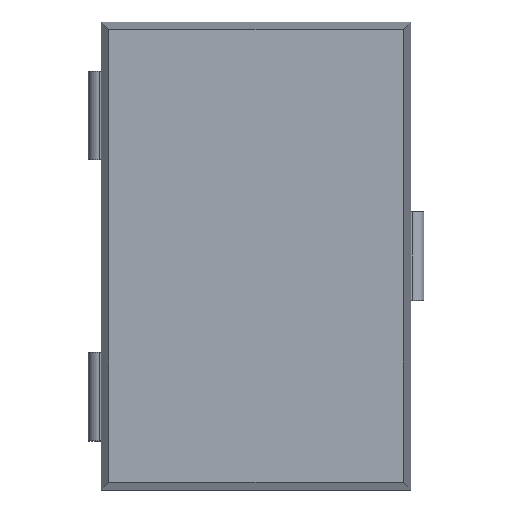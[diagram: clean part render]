
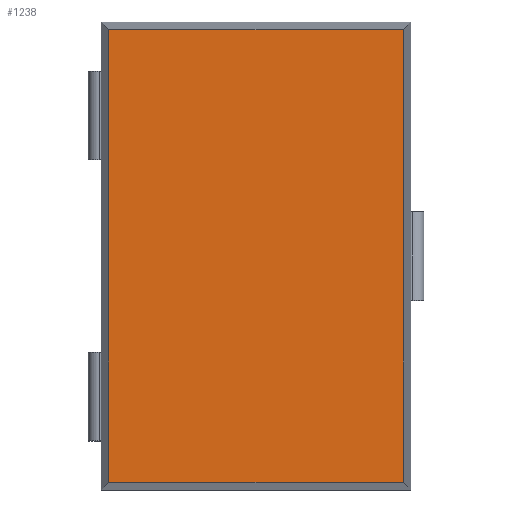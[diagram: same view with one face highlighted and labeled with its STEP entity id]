
A CAD part, top view. The second image highlights one B-rep face of the part: STEP entity #1238.
In plain terms, the highlighted free-form (B-spline) face has degree [1, 1] with [2, 2] control points.
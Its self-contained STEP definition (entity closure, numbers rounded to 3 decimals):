
#1108=CARTESIAN_POINT('',(1.328,2.043,1.8));
#1109=VERTEX_POINT('',#1108);
#1110=CARTESIAN_POINT('',(1.328,-2.043,1.8));
#1111=VERTEX_POINT('',#1110);
#1112=CARTESIAN_POINT('',(1.328,2.043,1.8));
#1113=DIRECTION('',(0.0,-1.0,0.0));
#1114=VECTOR('',#1113,4.086);
#1115=LINE('',#1112,#1114);
#1116=EDGE_CURVE('',#1109,#1111,#1115,.T.);
#1148=CARTESIAN_POINT('',(-1.328,-2.043,1.8));
#1149=VERTEX_POINT('',#1148);
#1150=CARTESIAN_POINT('',(1.328,-2.043,1.8));
#1151=DIRECTION('',(-1.0,0.0,0.0));
#1152=VECTOR('',#1151,2.656);
#1153=LINE('',#1150,#1152);
#1154=EDGE_CURVE('',#1111,#1149,#1153,.T.);
#1179=CARTESIAN_POINT('',(-1.328,2.043,1.8));
#1180=VERTEX_POINT('',#1179);
#1181=CARTESIAN_POINT('',(-1.328,-2.043,1.8));
#1182=DIRECTION('',(0.0,1.0,0.0));
#1183=VECTOR('',#1182,4.086);
#1184=LINE('',#1181,#1183);
#1185=EDGE_CURVE('',#1149,#1180,#1184,.T.);
#1210=CARTESIAN_POINT('',(-1.328,2.043,1.8));
#1211=DIRECTION('',(1.0,0.0,0.0));
#1212=VECTOR('',#1211,2.656);
#1213=LINE('',#1210,#1212);
#1214=EDGE_CURVE('',#1180,#1109,#1213,.T.);
#1227=CARTESIAN_POINT('',(-1.328,-2.043,1.8));
#1228=CARTESIAN_POINT('',(1.328,-2.043,1.8));
#1229=CARTESIAN_POINT('',(-1.328,2.043,1.8));
#1230=CARTESIAN_POINT('',(1.328,2.043,1.8));
#1231=B_SPLINE_SURFACE_WITH_KNOTS('',1,1,((#1227,#1229),(#1228,#1230)),.UNSPECIFIED.,.F.,.F.,.U.,(2,2),(2,2),(0.0,2.656),(0.0,4.086),.UNSPECIFIED.);
#1232=ORIENTED_EDGE('',*,*,#1116,.F.);
#1233=ORIENTED_EDGE('',*,*,#1214,.F.);
#1234=ORIENTED_EDGE('',*,*,#1185,.F.);
#1235=ORIENTED_EDGE('',*,*,#1154,.F.);
#1236=EDGE_LOOP('',(#1232,#1233,#1234,#1235));
#1237=FACE_OUTER_BOUND('',#1236,.T.);
#1238=ADVANCED_FACE('',(#1237),#1231,.T.);
